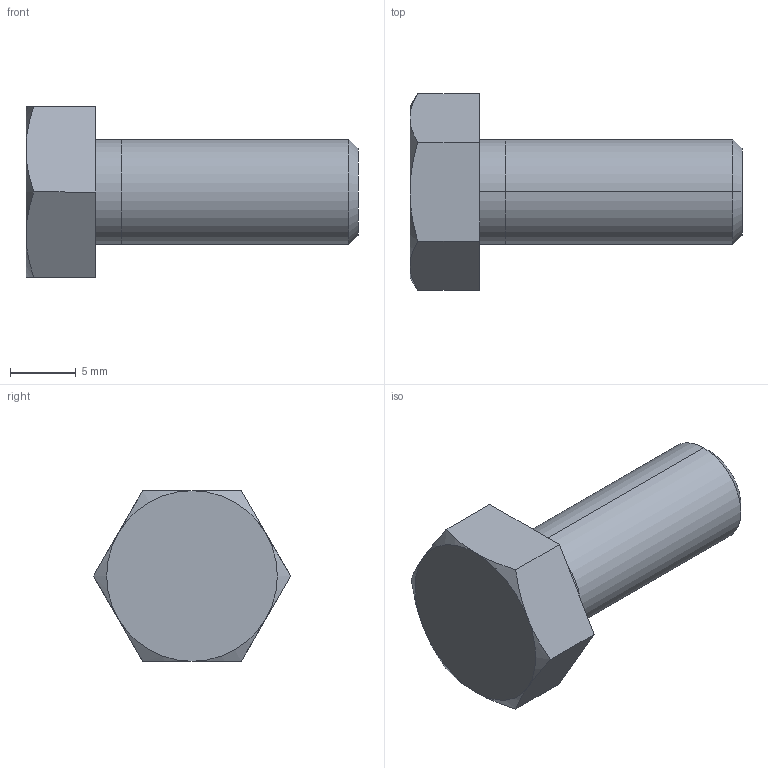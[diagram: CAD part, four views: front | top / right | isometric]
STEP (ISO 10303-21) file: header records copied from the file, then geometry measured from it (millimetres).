
FILE_DESCRIPTION (( 'STEP AP203' ), '1' );
FILE_NAME ('M8X20HEXZP_REV_.step', '2025-08-17T05:20:12', ( '' ), ( '' ), 'SwSTEP 2.0', 'SolidWorks 2024', '' );
FILE_SCHEMA (( 'CONFIG_CONTROL_DESIGN' ));
Length unit declared in the file: millimetre
Products named in the file (1): M8X20HEXZP_REV_
Bounding box: 25.3 x 15.01 x 13 mm (x, y, z)
Volume: 1772.9 mm3; surface area: 1016.4 mm2
Topology: 1 solids, 1 shells, 22 faces, 46 edges, 28 vertices
Faces by surface type: plane 10, cone 8, cylinder 4
Entity records: 703 total; most frequent: CARTESIAN_POINT 165, DIRECTION 96, ORIENTED_EDGE 92, EDGE_CURVE 46, AXIS2_PLACEMENT_3D 39, VERTEX_POINT 28, EDGE_LOOP 24, FACE_OUTER_BOUND 22
